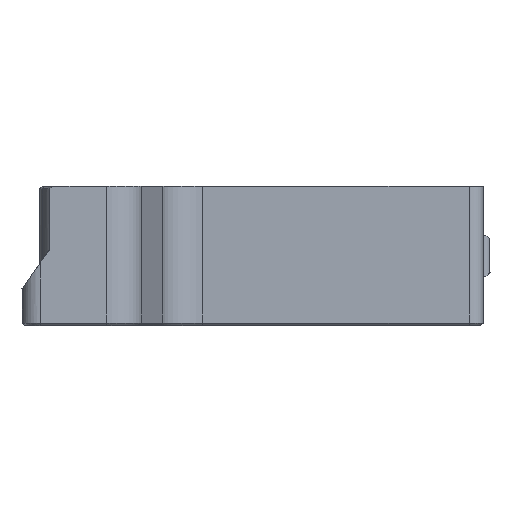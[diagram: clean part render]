
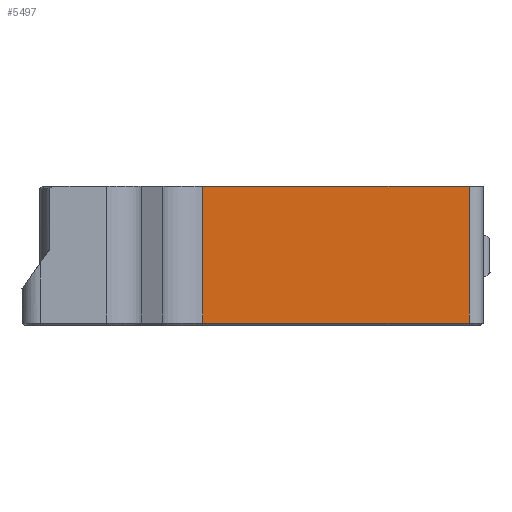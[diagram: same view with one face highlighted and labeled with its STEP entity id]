
A CAD part, left-side view. The second image highlights one B-rep face of the part: STEP entity #5497.
In plain terms, the highlighted planar face has unit normal (-1, 0, 0).
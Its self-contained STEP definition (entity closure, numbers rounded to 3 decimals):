
#244=PLANE('',#5889);
#460=FACE_OUTER_BOUND('',#787,.T.);
#787=EDGE_LOOP('',(#4099,#4100,#4101,#4102));
#1239=LINE('',#8488,#1755);
#1250=LINE('',#8518,#1766);
#1251=LINE('',#8522,#1767);
#1252=LINE('',#8523,#1768);
#1755=VECTOR('',#6761,10.);
#1766=VECTOR('',#6792,1.);
#1767=VECTOR('',#6797,1.);
#1768=VECTOR('',#6798,10.);
#2477=VERTEX_POINT('',#8479);
#2479=VERTEX_POINT('',#8486);
#2488=VERTEX_POINT('',#8517);
#2489=VERTEX_POINT('',#8521);
#3079=EDGE_CURVE('',#2479,#2477,#1239,.T.);
#3094=EDGE_CURVE('',#2477,#2488,#1250,.T.);
#3096=EDGE_CURVE('',#2479,#2489,#1251,.T.);
#3097=EDGE_CURVE('',#2489,#2488,#1252,.T.);
#4099=ORIENTED_EDGE('',*,*,#3079,.F.);
#4100=ORIENTED_EDGE('',*,*,#3096,.T.);
#4101=ORIENTED_EDGE('',*,*,#3097,.T.);
#4102=ORIENTED_EDGE('',*,*,#3094,.F.);
#5497=ADVANCED_FACE('',(#460),#244,.T.);
#5889=AXIS2_PLACEMENT_3D('',#8520,#6795,#6796);
#6761=DIRECTION('',(0.,1.,0.));
#6792=DIRECTION('',(0.,0.,1.));
#6795=DIRECTION('center_axis',(-1.,0.,0.));
#6796=DIRECTION('ref_axis',(0.,1.,0.));
#6797=DIRECTION('',(0.,0.,1.));
#6798=DIRECTION('',(0.,1.,0.));
#8479=CARTESIAN_POINT('',(-176.473,-215.87,-239.914));
#8486=CARTESIAN_POINT('',(-176.473,-253.972,-239.914));
#8488=CARTESIAN_POINT('',(-176.473,-237.579,-239.914));
#8517=CARTESIAN_POINT('',(-176.473,-215.87,-220.314));
#8518=CARTESIAN_POINT('',(-176.473,-215.87,-241.314));
#8520=CARTESIAN_POINT('Origin',(-176.473,-253.972,-261.314));
#8521=CARTESIAN_POINT('',(-176.473,-253.972,-220.314));
#8522=CARTESIAN_POINT('',(-176.473,-253.972,-241.314));
#8523=CARTESIAN_POINT('',(-176.473,-224.472,-220.314));
